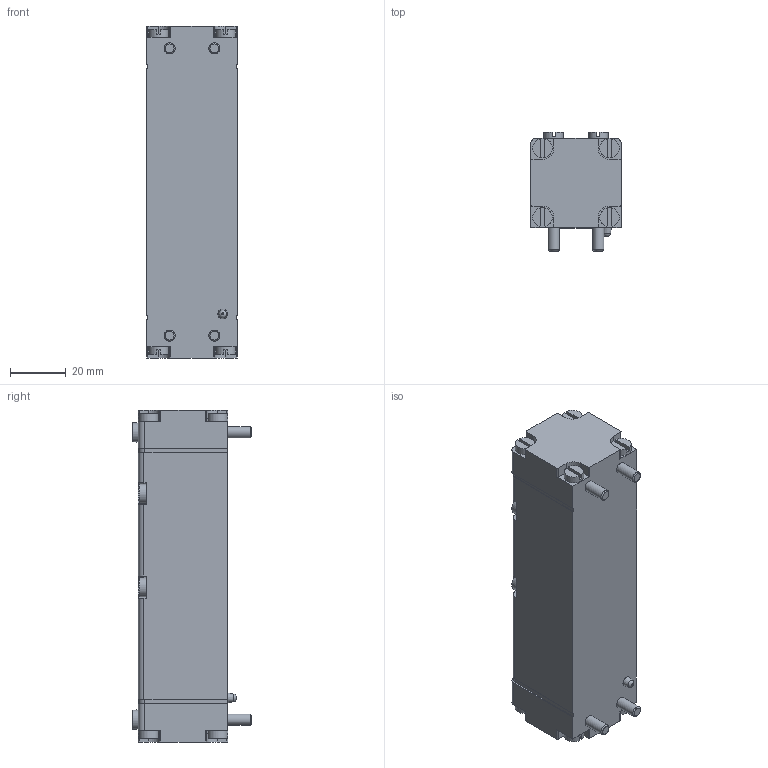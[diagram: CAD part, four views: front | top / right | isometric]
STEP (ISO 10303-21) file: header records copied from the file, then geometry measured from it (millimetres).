
FILE_DESCRIPTION(/* description */ ('STEP AP214'),/* implementation_level */ '2;1');
FILE_NAME(/* name */ '5736_CJ-5_2-1_4',/* time_stamp */ '2024-08-05T17:27:26+02:00',/* author */ ('License CC BY-ND 4.0'),/* organization */ ('CADENAS'),/* preprocessor_version */ 'ST-DEVELOPER v19.3',/* originating_system */ 'PARTsolutions',/* authorisation */ ' ');
FILE_SCHEMA (('AUTOMOTIVE_DESIGN {1 0 10303 214 3 1 1}'));
Length unit declared in the file: millimetre
Products named in the file (1): 5736 CJ-5/2-1/4
Bounding box: 32.4 x 42.6 x 119 mm (x, y, z)
Volume: 120793.8 mm3; surface area: 18893.7 mm2
Topology: 1 solids, 1 shells, 213 faces, 570 edges, 380 vertices
Faces by surface type: plane 145, cylinder 62, cone 5, torus 1
Full cylindrical faces by diameter (mm): 4 x4, 7 x16
Entity records: 6394 total; most frequent: DIRECTION 1130, CARTESIAN_POINT 1096, ORIENTED_EDGE 1046, EDGE_CURVE 523, AXIS2_PLACEMENT_3D 393, VERTEX_POINT 359, LINE 344, VECTOR 344
